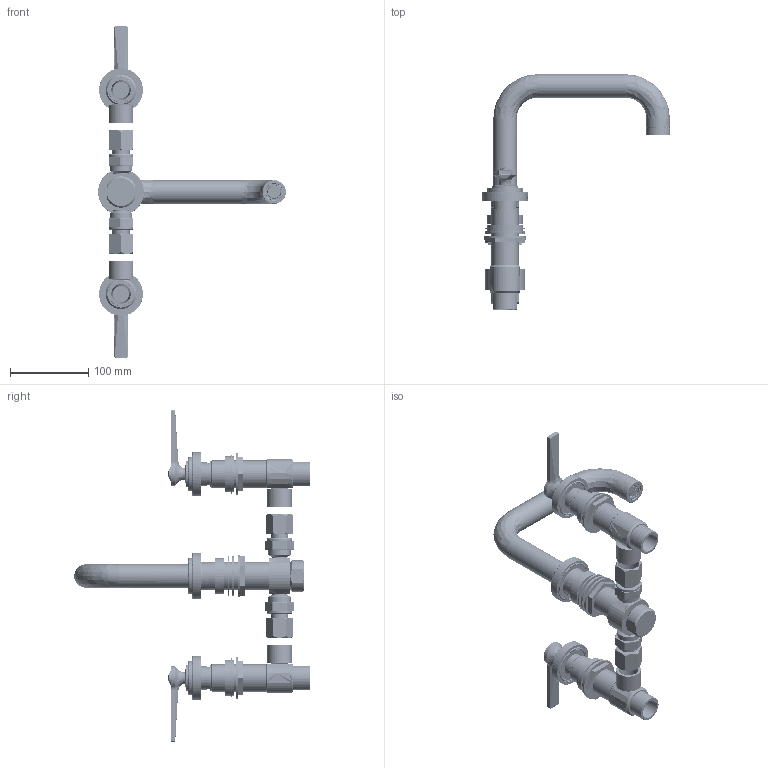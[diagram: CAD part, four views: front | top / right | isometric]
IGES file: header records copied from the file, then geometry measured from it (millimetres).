
Global section: file name: V7KA44-2LF; native system: Autodesk Inventor 2018; preprocessor: unknown; author: clarkin; date: 20171006.112519; units: millimetre
Bounding box: 239.75 x 300.7 x 423.78 mm (x, y, z)
Volume: 638156.6 mm3; surface area: 382542.5 mm2
Topology: 81 solids, 82 shells, 3396 faces, 9171 edges, 6235 vertices
Faces by surface type: bspline 3396
